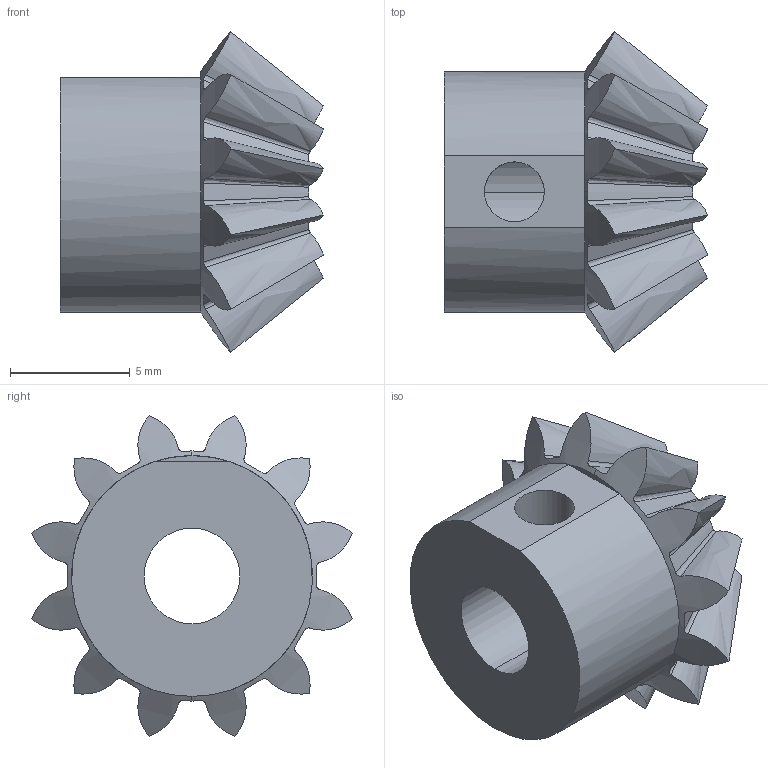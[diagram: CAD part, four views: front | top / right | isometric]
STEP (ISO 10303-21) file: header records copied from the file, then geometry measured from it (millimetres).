
FILE_DESCRIPTION (( 'STEP AP214' ), '1' );
FILE_NAME ('P12 M1 G18 F5 -servo.STEP', '2018-07-09T07:23:15', ( '' ), ( '' ), 'SwSTEP 2.0', 'SolidWorks 2018', '' );
FILE_SCHEMA (( 'AUTOMOTIVE_DESIGN' ));
Length unit declared in the file: millimetre
Products named in the file (1): P12 M1 G18 F5 -servo
Bounding box: 10.99 x 13.39 x 13.39 mm (x, y, z)
Volume: 649.8 mm3; surface area: 716 mm2
Topology: 1 solids, 1 shells, 74 faces, 215 edges, 142 vertices
Faces by surface type: bspline 60, cylinder 6, cone 4, plane 4
Entity records: 4341 total; most frequent: CARTESIAN_POINT 2087, ORIENTED_EDGE 430, EDGE_CURVE 215, VERTEX_POINT 142, B_SPLINE_CURVE_WITH_KNOTS 138, DIRECTION 121, EDGE_LOOP 77, ADVANCED_FACE 74
